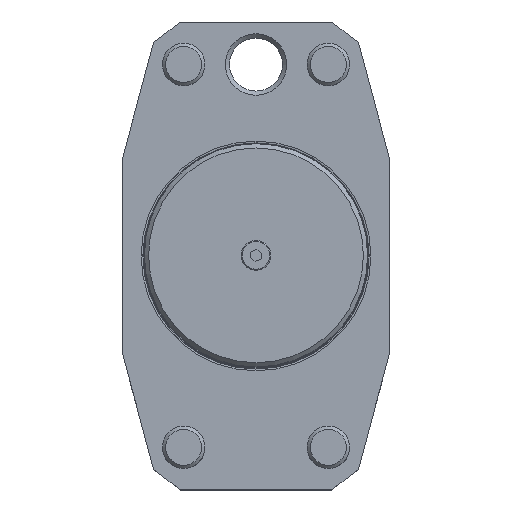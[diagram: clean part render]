
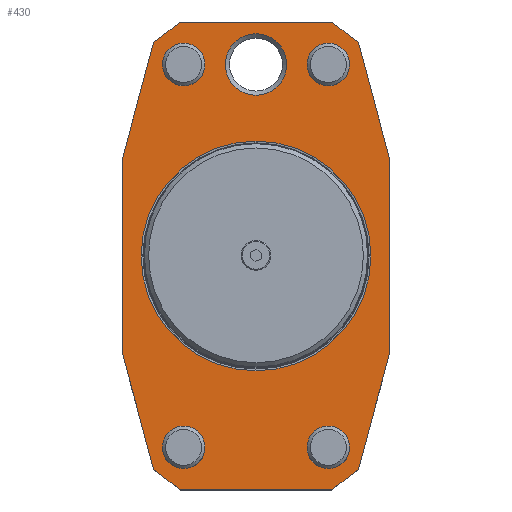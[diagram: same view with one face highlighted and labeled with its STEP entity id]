
A CAD part, top view. The second image highlights one B-rep face of the part: STEP entity #430.
In plain terms, the highlighted planar face has unit normal (0, 0, 1).
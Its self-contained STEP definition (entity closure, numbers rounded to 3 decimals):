
#200=PLANE('',#2759);
#430=ADVANCED_FACE('',(#735,#736,#737,#738,#739,#740,#741),#200,.T.);
#735=FACE_BOUND('',#1004,.T.);
#736=FACE_BOUND('',#1005,.T.);
#737=FACE_BOUND('',#1006,.T.);
#738=FACE_BOUND('',#1007,.T.);
#739=FACE_BOUND('',#1008,.T.);
#740=FACE_BOUND('',#1009,.T.);
#741=FACE_BOUND('',#1010,.T.);
#1004=EDGE_LOOP('',(#1765));
#1005=EDGE_LOOP('',(#1766));
#1006=EDGE_LOOP('',(#1767));
#1007=EDGE_LOOP('',(#1768,#1769,#1770,#1771,#1772,#1773,#1774,#1775,#1776,
#1777,#1778,#1779));
#1008=EDGE_LOOP('',(#1780));
#1009=EDGE_LOOP('',(#1781));
#1010=EDGE_LOOP('',(#1782));
#1105=LINE('',#4799,#1205);
#1108=LINE('',#4805,#1208);
#1109=LINE('',#4807,#1209);
#1111=LINE('',#4811,#1211);
#1113=LINE('',#4815,#1213);
#1115=LINE('',#4819,#1215);
#1117=LINE('',#4823,#1217);
#1120=LINE('',#4829,#1220);
#1121=LINE('',#4831,#1221);
#1123=LINE('',#4835,#1223);
#1125=LINE('',#4839,#1225);
#1127=LINE('',#4843,#1227);
#1205=VECTOR('',#3392,1.);
#1208=VECTOR('',#3397,1.);
#1209=VECTOR('',#3400,1.);
#1211=VECTOR('',#3404,1.);
#1213=VECTOR('',#3408,1.);
#1215=VECTOR('',#3412,1.);
#1217=VECTOR('',#3416,1.);
#1220=VECTOR('',#3421,1.);
#1221=VECTOR('',#3424,1.);
#1223=VECTOR('',#3428,1.);
#1225=VECTOR('',#3432,1.);
#1227=VECTOR('',#3436,1.);
#1765=ORIENTED_EDGE('',*,*,#2290,.T.);
#1766=ORIENTED_EDGE('',*,*,#2317,.F.);
#1767=ORIENTED_EDGE('',*,*,#2291,.F.);
#1768=ORIENTED_EDGE('',*,*,#2315,.T.);
#1769=ORIENTED_EDGE('',*,*,#2313,.T.);
#1770=ORIENTED_EDGE('',*,*,#2311,.T.);
#1771=ORIENTED_EDGE('',*,*,#2309,.T.);
#1772=ORIENTED_EDGE('',*,*,#2308,.F.);
#1773=ORIENTED_EDGE('',*,*,#2305,.T.);
#1774=ORIENTED_EDGE('',*,*,#2303,.T.);
#1775=ORIENTED_EDGE('',*,*,#2301,.T.);
#1776=ORIENTED_EDGE('',*,*,#2299,.T.);
#1777=ORIENTED_EDGE('',*,*,#2297,.T.);
#1778=ORIENTED_EDGE('',*,*,#2296,.T.);
#1779=ORIENTED_EDGE('',*,*,#2293,.T.);
#1780=ORIENTED_EDGE('',*,*,#2316,.T.);
#1781=ORIENTED_EDGE('',*,*,#2318,.T.);
#1782=ORIENTED_EDGE('',*,*,#2319,.F.);
#2011=VERTEX_POINT('',#4792);
#2012=VERTEX_POINT('',#4795);
#2013=VERTEX_POINT('',#4798);
#2014=VERTEX_POINT('',#4800);
#2015=VERTEX_POINT('',#4804);
#2016=VERTEX_POINT('',#4808);
#2017=VERTEX_POINT('',#4812);
#2018=VERTEX_POINT('',#4816);
#2019=VERTEX_POINT('',#4820);
#2020=VERTEX_POINT('',#4824);
#2021=VERTEX_POINT('',#4828);
#2022=VERTEX_POINT('',#4832);
#2023=VERTEX_POINT('',#4836);
#2024=VERTEX_POINT('',#4840);
#2025=VERTEX_POINT('',#4846);
#2026=VERTEX_POINT('',#4849);
#2027=VERTEX_POINT('',#4851);
#2028=VERTEX_POINT('',#4853);
#2290=EDGE_CURVE('',#2011,#2011,#2442,.T.);
#2291=EDGE_CURVE('',#2012,#2012,#2443,.T.);
#2293=EDGE_CURVE('',#2014,#2013,#1105,.T.);
#2296=EDGE_CURVE('',#2015,#2014,#1108,.T.);
#2297=EDGE_CURVE('',#2016,#2015,#1109,.T.);
#2299=EDGE_CURVE('',#2017,#2016,#1111,.T.);
#2301=EDGE_CURVE('',#2018,#2017,#1113,.T.);
#2303=EDGE_CURVE('',#2019,#2018,#1115,.T.);
#2305=EDGE_CURVE('',#2020,#2019,#1117,.T.);
#2308=EDGE_CURVE('',#2020,#2021,#1120,.T.);
#2309=EDGE_CURVE('',#2022,#2021,#1121,.T.);
#2311=EDGE_CURVE('',#2023,#2022,#1123,.T.);
#2313=EDGE_CURVE('',#2024,#2023,#1125,.T.);
#2315=EDGE_CURVE('',#2013,#2024,#1127,.T.);
#2316=EDGE_CURVE('',#2025,#2025,#2444,.T.);
#2317=EDGE_CURVE('',#2026,#2026,#2445,.T.);
#2318=EDGE_CURVE('',#2027,#2027,#2446,.T.);
#2319=EDGE_CURVE('',#2028,#2028,#2447,.T.);
#2442=CIRCLE('',#2738,14.45);
#2443=CIRCLE('',#2740,10.);
#2444=CIRCLE('',#2754,10.);
#2445=CIRCLE('',#2756,54.009);
#2446=CIRCLE('',#2757,10.);
#2447=CIRCLE('',#2758,10.);
#2738=AXIS2_PLACEMENT_3D('',#4791,#3383,#3384);
#2740=AXIS2_PLACEMENT_3D('',#4794,#3387,#3388);
#2754=AXIS2_PLACEMENT_3D('',#4845,#3439,#3440);
#2756=AXIS2_PLACEMENT_3D('',#4848,#3443,#3444);
#2757=AXIS2_PLACEMENT_3D('',#4850,#3445,#3446);
#2758=AXIS2_PLACEMENT_3D('',#4852,#3447,#3448);
#2759=AXIS2_PLACEMENT_3D('',#4854,#3449,#3450);
#3383=DIRECTION('',(0.,0.,-1.));
#3384=DIRECTION('',(0.,1.,0.));
#3387=DIRECTION('',(0.,0.,1.));
#3388=DIRECTION('',(1.,0.,0.));
#3392=DIRECTION('',(0.259,-0.966,0.));
#3397=DIRECTION('',(0.,-1.,0.));
#3400=DIRECTION('',(-0.259,-0.966,0.));
#3404=DIRECTION('',(-0.793,-0.609,0.));
#3408=DIRECTION('',(-1.,0.,0.));
#3412=DIRECTION('',(-0.793,0.609,0.));
#3416=DIRECTION('',(-0.259,0.966,0.));
#3421=DIRECTION('',(0.,-1.,0.));
#3424=DIRECTION('',(0.259,0.966,0.));
#3428=DIRECTION('',(0.793,0.609,0.));
#3432=DIRECTION('',(1.,0.,0.));
#3436=DIRECTION('',(0.793,-0.609,0.));
#3439=DIRECTION('',(0.,0.,-1.));
#3440=DIRECTION('',(1.,0.,0.));
#3443=DIRECTION('',(0.,0.,1.));
#3444=DIRECTION('',(0.,-1.,0.));
#3445=DIRECTION('',(0.,0.,-1.));
#3446=DIRECTION('',(1.,0.,0.));
#3447=DIRECTION('',(0.,0.,1.));
#3448=DIRECTION('',(0.,-1.,0.));
#3449=DIRECTION('',(0.,0.,1.));
#3450=DIRECTION('',(0.,-1.,0.));
#4791=CARTESIAN_POINT('',(0.,90.,0.));
#4792=CARTESIAN_POINT('',(0.,104.45,0.));
#4794=CARTESIAN_POINT('',(34.,-90.,0.));
#4795=CARTESIAN_POINT('',(44.,-90.,0.));
#4798=CARTESIAN_POINT('',(-48.171,-100.341,0.));
#4799=CARTESIAN_POINT('',(-97.53,83.867,0.));
#4800=CARTESIAN_POINT('',(-63.,-45.,0.));
#4804=CARTESIAN_POINT('',(-63.,45.,0.));
#4805=CARTESIAN_POINT('',(-63.,110.,0.));
#4807=CARTESIAN_POINT('',(-42.53,121.396,0.));
#4808=CARTESIAN_POINT('',(-48.171,100.341,0.));
#4811=CARTESIAN_POINT('',(-13.187,127.185,0.));
#4812=CARTESIAN_POINT('',(-35.583,110.,0.));
#4815=CARTESIAN_POINT('',(0.,110.,0.));
#4816=CARTESIAN_POINT('',(35.583,110.,0.));
#4819=CARTESIAN_POINT('',(13.187,127.185,0.));
#4820=CARTESIAN_POINT('',(48.171,100.341,0.));
#4823=CARTESIAN_POINT('',(42.53,121.396,0.));
#4824=CARTESIAN_POINT('',(63.,45.,0.));
#4828=CARTESIAN_POINT('',(63.,-45.,0.));
#4829=CARTESIAN_POINT('',(63.,110.,0.));
#4831=CARTESIAN_POINT('',(97.53,83.867,0.));
#4832=CARTESIAN_POINT('',(48.171,-100.341,0.));
#4835=CARTESIAN_POINT('',(119.439,-45.656,0.));
#4836=CARTESIAN_POINT('',(35.583,-110.,0.));
#4839=CARTESIAN_POINT('',(0.,-110.,0.));
#4840=CARTESIAN_POINT('',(-35.583,-110.,0.));
#4843=CARTESIAN_POINT('',(-119.439,-45.656,0.));
#4845=CARTESIAN_POINT('',(-34.,-90.,0.));
#4846=CARTESIAN_POINT('',(-24.,-90.,0.));
#4848=CARTESIAN_POINT('',(0.,0.,0.));
#4849=CARTESIAN_POINT('',(0.,-54.009,0.));
#4850=CARTESIAN_POINT('',(34.,90.,0.));
#4851=CARTESIAN_POINT('',(44.,90.,0.));
#4852=CARTESIAN_POINT('',(-34.,90.,0.));
#4853=CARTESIAN_POINT('',(-34.,80.,0.));
#4854=CARTESIAN_POINT('',(0.,110.,0.));
